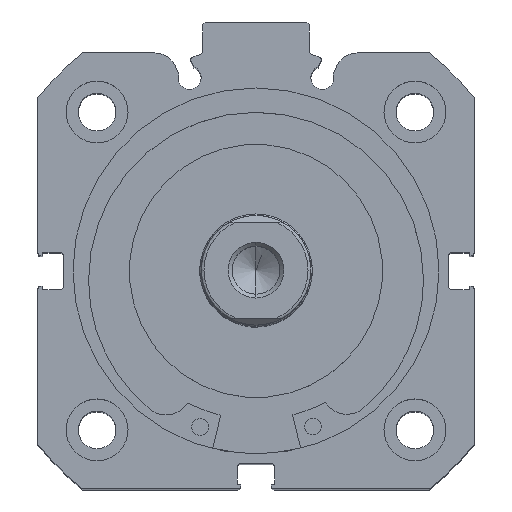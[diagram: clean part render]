
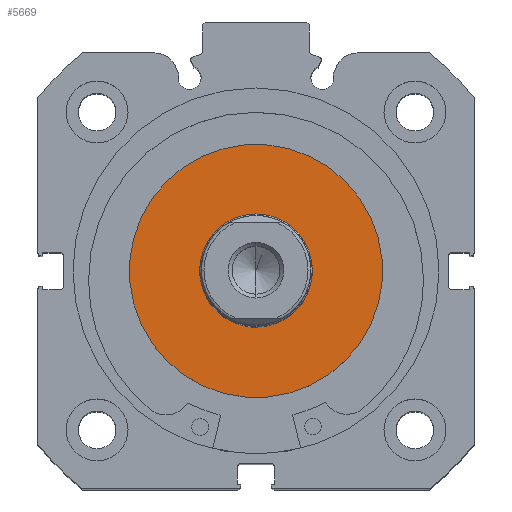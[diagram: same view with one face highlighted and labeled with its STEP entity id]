
A CAD part, top view. The second image highlights one B-rep face of the part: STEP entity #5669.
In plain terms, the highlighted face is planar.
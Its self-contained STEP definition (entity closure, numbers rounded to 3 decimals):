
#731 = CIRCLE ( 'NONE', #3946, 22.5 ) ;
#733 = CIRCLE ( 'NONE', #3962, 10. ) ;
#777 = FACE_BOUND ( 'NONE', #5338, .T. ) ;
#783 = FACE_OUTER_BOUND ( 'NONE', #5325, .T. ) ;
#1232 = CARTESIAN_POINT ( 'NONE',  ( 0., 0., 0. ) ) ;
#1235 = CARTESIAN_POINT ( 'NONE',  ( 0., 0., 0. ) ) ;
#1236 = DIRECTION ( 'NONE',  ( -1., 0., 0. ) ) ;
#1237 = DIRECTION ( 'NONE',  ( 0., 0., 1. ) ) ;
#1241 = DIRECTION ( 'NONE',  ( -1., 0., 0. ) ) ;
#1242 = DIRECTION ( 'NONE',  ( 0., 0., 1. ) ) ;
#1318 = CARTESIAN_POINT ( 'NONE',  ( 0., 22.5, 0. ) ) ;
#1319 = PLANE ( 'NONE',  #3987 ) ;
#1320 = DIRECTION ( 'NONE',  ( 1., 0., 0. ) ) ;
#1321 = DIRECTION ( 'NONE',  ( 0., 0., -1. ) ) ;
#1620 = VERTEX_POINT ( 'NONE', #1977 ) ;
#1929 = VERTEX_POINT ( 'NONE', #2286 ) ;
#1965 = VERTEX_POINT ( 'NONE', #2322 ) ;
#1970 = VERTEX_POINT ( 'NONE', #2327 ) ;
#1977 = CARTESIAN_POINT ( 'NONE',  ( 0., 0., 10. ) ) ;
#2286 = CARTESIAN_POINT ( 'NONE',  ( 0., 0., -10. ) ) ;
#2322 = CARTESIAN_POINT ( 'NONE',  ( 0., 0., 22.5 ) ) ;
#2327 = CARTESIAN_POINT ( 'NONE',  ( 0., 0., -22.5 ) ) ;
#3142 = EDGE_CURVE ( 'NONE', #1970, #1965, #5228, .T. ) ;
#3144 = EDGE_CURVE ( 'NONE', #1620, #1929, #5231, .T. ) ;
#3718 = AXIS2_PLACEMENT_3D ( 'NONE', #6150, #6152, #6153 ) ;
#3720 = AXIS2_PLACEMENT_3D ( 'NONE', #6144, #6145, #6146 ) ;
#3946 = AXIS2_PLACEMENT_3D ( 'NONE', #1235, #1236, #1237 ) ;
#3962 = AXIS2_PLACEMENT_3D ( 'NONE', #1232, #1241, #1242 ) ;
#3987 = AXIS2_PLACEMENT_3D ( 'NONE', #1318, #1320, #1321 ) ;
#4311 = ORIENTED_EDGE ( 'NONE', *, *, #3142, .T. ) ;
#4312 = ORIENTED_EDGE ( 'NONE', *, *, #5489, .T. ) ;
#4313 = ORIENTED_EDGE ( 'NONE', *, *, #5491, .F. ) ;
#4314 = ORIENTED_EDGE ( 'NONE', *, *, #3144, .F. ) ;
#5228 = CIRCLE ( 'NONE', #3720, 22.5 ) ;
#5231 = CIRCLE ( 'NONE', #3718, 10. ) ;
#5325 = EDGE_LOOP ( 'NONE', ( #4312, #4311 ) ) ;
#5338 = EDGE_LOOP ( 'NONE', ( #4314, #4313 ) ) ;
#5489 = EDGE_CURVE ( 'NONE', #1965, #1970, #731, .T. ) ;
#5491 = EDGE_CURVE ( 'NONE', #1929, #1620, #733, .T. ) ;
#5669 = ADVANCED_FACE ( 'NONE', ( #777, #783 ), #1319, .F. ) ;
#6144 = CARTESIAN_POINT ( 'NONE',  ( 0., 0., 0. ) ) ;
#6145 = DIRECTION ( 'NONE',  ( -1., 0., 0. ) ) ;
#6146 = DIRECTION ( 'NONE',  ( 0., 0., 1. ) ) ;
#6150 = CARTESIAN_POINT ( 'NONE',  ( 0., 0., 0. ) ) ;
#6152 = DIRECTION ( 'NONE',  ( -1., 0., 0. ) ) ;
#6153 = DIRECTION ( 'NONE',  ( 0., 0., 1. ) ) ;
